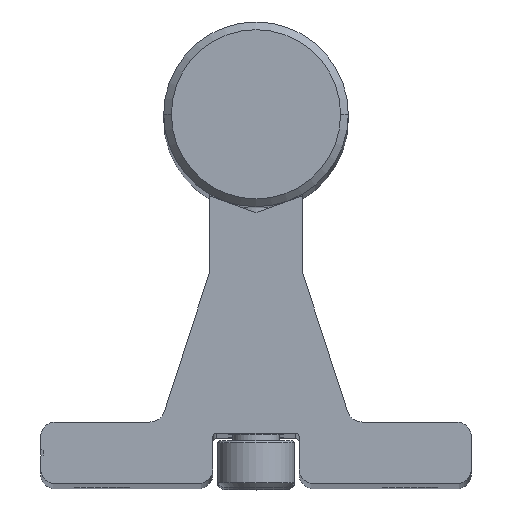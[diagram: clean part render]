
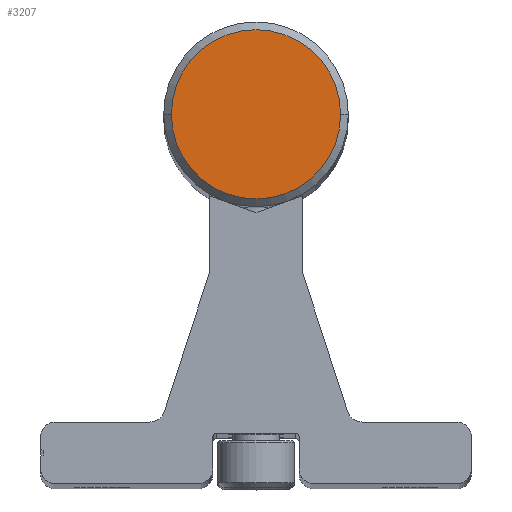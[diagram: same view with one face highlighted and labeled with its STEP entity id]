
A CAD part, top view. The second image highlights one B-rep face of the part: STEP entity #3207.
In plain terms, the highlighted planar face has unit normal (0, 0, 1).
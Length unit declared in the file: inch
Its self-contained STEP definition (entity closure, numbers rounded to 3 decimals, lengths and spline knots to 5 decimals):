
#411 = ORIENTED_EDGE ( 'NONE', *, *, #1806, .T. ) ;
#708 = CARTESIAN_POINT ( 'NONE',  ( 0., 1.5, 0. ) ) ;
#1011 = CARTESIAN_POINT ( 'NONE',  ( 0., 1.5, 0. ) ) ;
#1045 = DIRECTION ( 'NONE',  ( 1., 0., 0. ) ) ;
#1096 = AXIS2_PLACEMENT_3D ( 'NONE', #3189, #3214, #2301 ) ;
#1563 = CARTESIAN_POINT ( 'NONE',  ( 0.34375, 1.5, 0. ) ) ;
#1681 = AXIS2_PLACEMENT_3D ( 'NONE', #1011, #2876, #1045 ) ;
#1806 = EDGE_CURVE ( 'NONE', #2747, #2773, #3539, .T. ) ;
#1833 = ORIENTED_EDGE ( 'NONE', *, *, #1857, .T. ) ;
#1857 = EDGE_CURVE ( 'NONE', #2773, #2747, #3930, .T. ) ;
#2301 = DIRECTION ( 'NONE',  ( 1., 0., 0. ) ) ;
#2381 = FACE_OUTER_BOUND ( 'NONE', #3909, .T. ) ;
#2747 = VERTEX_POINT ( 'NONE', #3072 ) ;
#2773 = VERTEX_POINT ( 'NONE', #1563 ) ;
#2876 = DIRECTION ( 'NONE',  ( 0., 0., 1. ) ) ;
#2889 = PLANE ( 'NONE',  #1681 ) ;
#3039 = DIRECTION ( 'NONE',  ( 1., 0., 0. ) ) ;
#3072 = CARTESIAN_POINT ( 'NONE',  ( -0.34375, 1.5, 0. ) ) ;
#3189 = CARTESIAN_POINT ( 'NONE',  ( 0., 1.5, 0. ) ) ;
#3207 = ADVANCED_FACE ( 'NONE', ( #2381 ), #2889, .T. ) ;
#3214 = DIRECTION ( 'NONE',  ( 0., 0., 1. ) ) ;
#3539 = CIRCLE ( 'NONE', #3939, 0.34375 ) ;
#3731 = DIRECTION ( 'NONE',  ( 0., 0., 1. ) ) ;
#3909 = EDGE_LOOP ( 'NONE', ( #411, #1833 ) ) ;
#3930 = CIRCLE ( 'NONE', #1096, 0.34375 ) ;
#3939 = AXIS2_PLACEMENT_3D ( 'NONE', #708, #3731, #3039 ) ;
